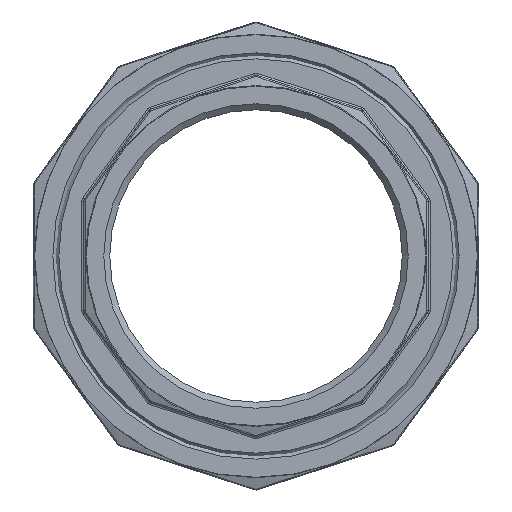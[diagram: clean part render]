
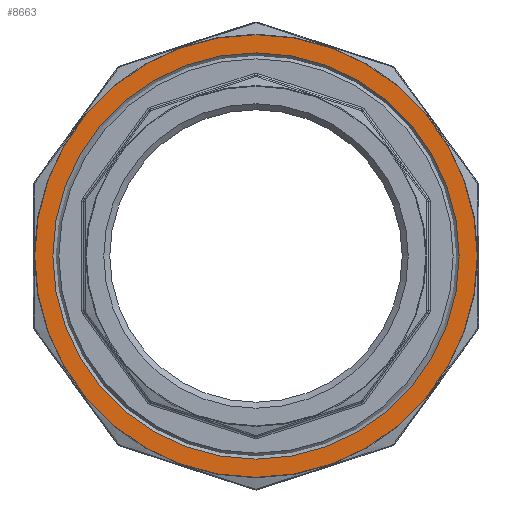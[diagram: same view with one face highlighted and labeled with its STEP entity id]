
A CAD part, left-side view. The second image highlights one B-rep face of the part: STEP entity #8663.
In plain terms, the highlighted planar face has unit normal (-1, 0, 0).
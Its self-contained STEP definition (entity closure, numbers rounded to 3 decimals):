
#342 = VERTEX_POINT ( 'NONE', #13257 ) ;
#2416 = EDGE_CURVE ( 'NONE', #17941, #17941, #10760, .T. ) ;
#2512 = DIRECTION ( 'NONE',  ( -1., 0., 0. ) ) ;
#2874 = CARTESIAN_POINT ( 'NONE',  ( -18., 0., 0. ) ) ;
#2946 = DIRECTION ( 'NONE',  ( 0., -1., 0. ) ) ;
#2977 = DIRECTION ( 'NONE',  ( 0., -1., 0. ) ) ;
#4721 = DIRECTION ( 'NONE',  ( 0., 1., 0. ) ) ;
#5255 = EDGE_CURVE ( 'NONE', #342, #342, #15006, .T. ) ;
#6070 = FACE_OUTER_BOUND ( 'NONE', #16688, .T. ) ;
#6652 = AXIS2_PLACEMENT_3D ( 'NONE', #2874, #19384, #2977 ) ;
#7288 = ORIENTED_EDGE ( 'NONE', *, *, #2416, .T. ) ;
#7769 = EDGE_LOOP ( 'NONE', ( #20884 ) ) ;
#8663 = ADVANCED_FACE ( 'NONE', ( #6070, #10781 ), #15842, .T. ) ;
#10760 = CIRCLE ( 'NONE', #6652, 54.647 ) ;
#10781 = FACE_BOUND ( 'NONE', #7769, .T. ) ;
#10874 = AXIS2_PLACEMENT_3D ( 'NONE', #18202, #19695, #4721 ) ;
#13257 = CARTESIAN_POINT ( 'NONE',  ( -18., 50.165, 0. ) ) ;
#13370 = CARTESIAN_POINT ( 'NONE',  ( -18., -54.647, 0. ) ) ;
#14356 = CARTESIAN_POINT ( 'NONE',  ( -18., 63.685, 0. ) ) ;
#15006 = CIRCLE ( 'NONE', #10874, 50.165 ) ;
#15842 = PLANE ( 'NONE',  #16930 ) ;
#16688 = EDGE_LOOP ( 'NONE', ( #7288 ) ) ;
#16930 = AXIS2_PLACEMENT_3D ( 'NONE', #14356, #2512, #2946 ) ;
#17941 = VERTEX_POINT ( 'NONE', #13370 ) ;
#18202 = CARTESIAN_POINT ( 'NONE',  ( -18., 0., 0. ) ) ;
#19384 = DIRECTION ( 'NONE',  ( -1., 0., 0. ) ) ;
#19695 = DIRECTION ( 'NONE',  ( 1., 0., 0. ) ) ;
#20884 = ORIENTED_EDGE ( 'NONE', *, *, #5255, .T. ) ;
